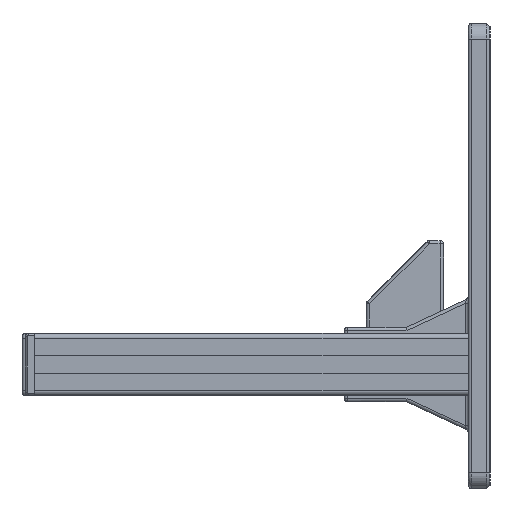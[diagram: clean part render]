
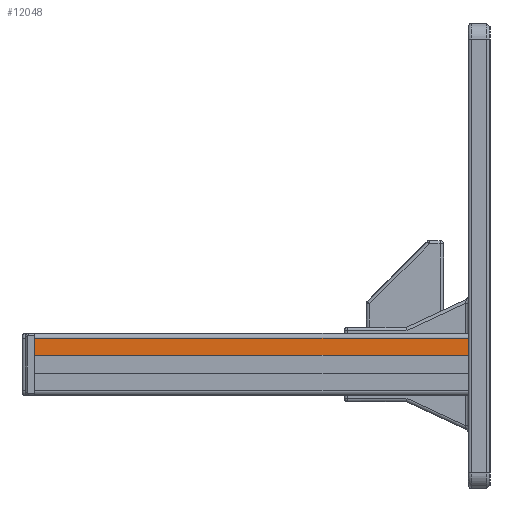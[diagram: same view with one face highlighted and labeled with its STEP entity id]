
A CAD part, left-side view. The second image highlights one B-rep face of the part: STEP entity #12048.
In plain terms, the highlighted face is planar.
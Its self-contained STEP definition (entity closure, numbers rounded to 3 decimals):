
#1163 = CARTESIAN_POINT ( 'NONE',  ( 140., -10., -8.5 ) ) ;
#1392 = VERTEX_POINT ( 'NONE', #9590 ) ;
#2705 = LINE ( 'NONE', #6543, #9065 ) ;
#2742 = ORIENTED_EDGE ( 'NONE', *, *, #8904, .F. ) ;
#3177 = DIRECTION ( 'NONE',  ( 0., 0., -1. ) ) ;
#3335 = LINE ( 'NONE', #6844, #9011 ) ;
#3561 = EDGE_CURVE ( 'NONE', #1392, #4543, #2705, .T. ) ;
#4108 = CARTESIAN_POINT ( 'NONE',  ( 140., -10., -3. ) ) ;
#4260 = ORIENTED_EDGE ( 'NONE', *, *, #4927, .T. ) ;
#4329 = VERTEX_POINT ( 'NONE', #15430 ) ;
#4543 = VERTEX_POINT ( 'NONE', #7547 ) ;
#4927 = EDGE_CURVE ( 'NONE', #1392, #10632, #9014, .T. ) ;
#5594 = VECTOR ( 'NONE', #15133, 1000. ) ;
#6142 = DIRECTION ( 'NONE',  ( -1., 0., 0. ) ) ;
#6386 = DIRECTION ( 'NONE',  ( 0., 1., 0. ) ) ;
#6502 = CARTESIAN_POINT ( 'NONE',  ( 140., -10., -3. ) ) ;
#6543 = CARTESIAN_POINT ( 'NONE',  ( 140., -10., -3. ) ) ;
#6844 = CARTESIAN_POINT ( 'NONE',  ( 0., -10., -3. ) ) ;
#7547 = CARTESIAN_POINT ( 'NONE',  ( 140., -10., -8.5 ) ) ;
#7608 = LINE ( 'NONE', #1163, #14724 ) ;
#7717 = EDGE_CURVE ( 'NONE', #10632, #4329, #3335, .T. ) ;
#8904 = EDGE_CURVE ( 'NONE', #4543, #4329, #7608, .T. ) ;
#8909 = PLANE ( 'NONE',  #14544 ) ;
#9011 = VECTOR ( 'NONE', #3177, 1000. ) ;
#9014 = LINE ( 'NONE', #6502, #5594 ) ;
#9065 = VECTOR ( 'NONE', #12653, 1000. ) ;
#9333 = ORIENTED_EDGE ( 'NONE', *, *, #3561, .F. ) ;
#9590 = CARTESIAN_POINT ( 'NONE',  ( 140., -10., -3. ) ) ;
#10054 = DIRECTION ( 'NONE',  ( 0., 0., 1. ) ) ;
#10632 = VERTEX_POINT ( 'NONE', #13640 ) ;
#10971 = ORIENTED_EDGE ( 'NONE', *, *, #7717, .T. ) ;
#11080 = EDGE_LOOP ( 'NONE', ( #10971, #2742, #9333, #4260 ) ) ;
#12048 = ADVANCED_FACE ( 'NONE', ( #15255 ), #8909, .F. ) ;
#12653 = DIRECTION ( 'NONE',  ( 0., 0., -1. ) ) ;
#13640 = CARTESIAN_POINT ( 'NONE',  ( 0., -10., -3. ) ) ;
#14544 = AXIS2_PLACEMENT_3D ( 'NONE', #4108, #6386, #10054 ) ;
#14724 = VECTOR ( 'NONE', #6142, 1000. ) ;
#15133 = DIRECTION ( 'NONE',  ( -1., 0., 0. ) ) ;
#15255 = FACE_OUTER_BOUND ( 'NONE', #11080, .T. ) ;
#15430 = CARTESIAN_POINT ( 'NONE',  ( 0., -10., -8.5 ) ) ;
